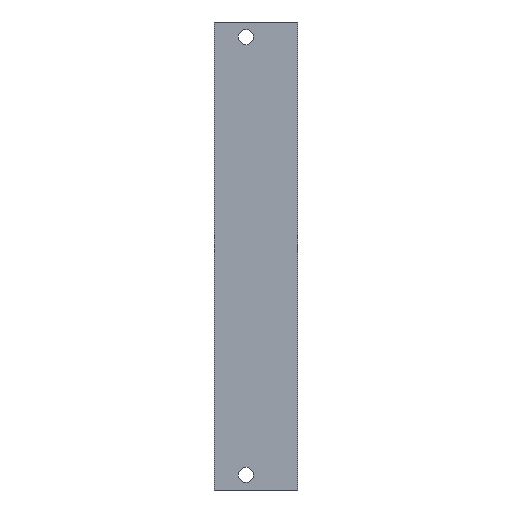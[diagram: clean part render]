
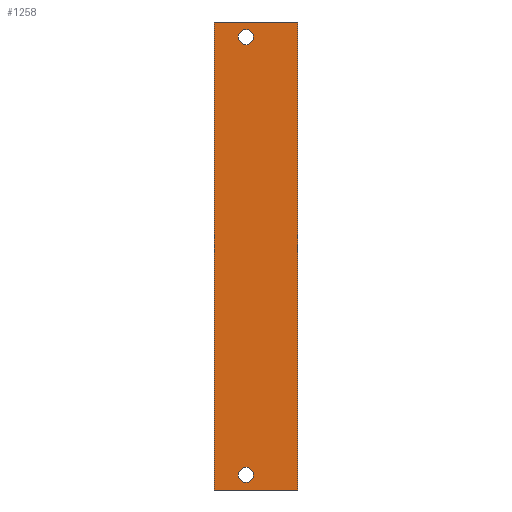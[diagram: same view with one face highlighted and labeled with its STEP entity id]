
A CAD part, front view. The second image highlights one B-rep face of the part: STEP entity #1258.
In plain terms, the highlighted planar face has unit normal (0, -1, 0).
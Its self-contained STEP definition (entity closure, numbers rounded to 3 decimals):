
#25 = CARTESIAN_POINT ( 'NONE',  ( 9.5, 0., 4.5 ) ) ;
#28 = DIRECTION ( 'NONE',  ( 0., 1., 0. ) ) ;
#29 = DIRECTION ( 'NONE',  ( 0., 0., 1. ) ) ;
#32 = ORIENTED_EDGE ( 'NONE', *, *, #115, .T. ) ;
#37 = CARTESIAN_POINT ( 'NONE',  ( 25., 0., 140. ) ) ;
#62 = EDGE_CURVE ( 'NONE', #538, #795, #923, .T. ) ;
#63 = VECTOR ( 'NONE', #215, 1000. ) ;
#78 = CARTESIAN_POINT ( 'NONE',  ( 9.5, 0., 135.5 ) ) ;
#84 = DIRECTION ( 'NONE',  ( 0., 1., 0. ) ) ;
#87 = VECTOR ( 'NONE', #426, 1000. ) ;
#88 = DIRECTION ( 'NONE',  ( 0., 0., 1. ) ) ;
#115 = EDGE_CURVE ( 'NONE', #1239, #680, #1020, .T. ) ;
#129 = CARTESIAN_POINT ( 'NONE',  ( 9.5, 0., 6.75 ) ) ;
#187 = CARTESIAN_POINT ( 'NONE',  ( 9.5, 0., 133.25 ) ) ;
#197 = CARTESIAN_POINT ( 'NONE',  ( 0., 0., 140. ) ) ;
#204 = CARTESIAN_POINT ( 'NONE',  ( 0., 0., 0. ) ) ;
#205 = CARTESIAN_POINT ( 'NONE',  ( 0., 0., 0. ) ) ;
#215 = DIRECTION ( 'NONE',  ( 1., 0., 0. ) ) ;
#225 = ORIENTED_EDGE ( 'NONE', *, *, #472, .T. ) ;
#248 = CARTESIAN_POINT ( 'NONE',  ( 9.5, 0., 137.75 ) ) ;
#261 = CIRCLE ( 'NONE', #937, 2.25 ) ;
#302 = CARTESIAN_POINT ( 'NONE',  ( 25., 0., 0. ) ) ;
#336 = AXIS2_PLACEMENT_3D ( 'NONE', #701, #688, #672 ) ;
#407 = CARTESIAN_POINT ( 'NONE',  ( 0., 0., 140. ) ) ;
#426 = DIRECTION ( 'NONE',  ( 1., 0., 0. ) ) ;
#432 = DIRECTION ( 'NONE',  ( 0., 0., 1. ) ) ;
#438 = DIRECTION ( 'NONE',  ( 0., 1., 0. ) ) ;
#472 = EDGE_CURVE ( 'NONE', #630, #996, #514, .T. ) ;
#486 = CARTESIAN_POINT ( 'NONE',  ( 9.5, 0., 4.5 ) ) ;
#488 = ORIENTED_EDGE ( 'NONE', *, *, #713, .T. ) ;
#501 = VECTOR ( 'NONE', #1249, 1000. ) ;
#514 = CIRCLE ( 'NONE', #1223, 2.25 ) ;
#523 = CARTESIAN_POINT ( 'NONE',  ( 25., 0., 140. ) ) ;
#538 = VERTEX_POINT ( 'NONE', #37 ) ;
#542 = EDGE_CURVE ( 'NONE', #754, #683, #261, .T. ) ;
#585 = AXIS2_PLACEMENT_3D ( 'NONE', #486, #438, #432 ) ;
#618 = ORIENTED_EDGE ( 'NONE', *, *, #813, .T. ) ;
#630 = VERTEX_POINT ( 'NONE', #129 ) ;
#648 = FACE_BOUND ( 'NONE', #803, .T. ) ;
#657 = CARTESIAN_POINT ( 'NONE',  ( 9.5, 0., 2.25 ) ) ;
#672 = DIRECTION ( 'NONE',  ( 0., 0., 1. ) ) ;
#680 = VERTEX_POINT ( 'NONE', #204 ) ;
#683 = VERTEX_POINT ( 'NONE', #187 ) ;
#688 = DIRECTION ( 'NONE',  ( 0., 1., 0. ) ) ;
#695 = ORIENTED_EDGE ( 'NONE', *, *, #1205, .T. ) ;
#696 = PLANE ( 'NONE',  #336 ) ;
#701 = CARTESIAN_POINT ( 'NONE',  ( 0., 0., 140. ) ) ;
#706 = LINE ( 'NONE', #407, #87 ) ;
#712 = CIRCLE ( 'NONE', #585, 2.25 ) ;
#713 = EDGE_CURVE ( 'NONE', #680, #795, #945, .T. ) ;
#732 = CIRCLE ( 'NONE', #997, 2.25 ) ;
#740 = EDGE_LOOP ( 'NONE', ( #488, #1122, #1216, #32 ) ) ;
#752 = FACE_OUTER_BOUND ( 'NONE', #740, .T. ) ;
#754 = VERTEX_POINT ( 'NONE', #248 ) ;
#767 = VECTOR ( 'NONE', #783, 1000. ) ;
#782 = DIRECTION ( 'NONE',  ( 0., 1., 0. ) ) ;
#783 = DIRECTION ( 'NONE',  ( 0., 0., -1. ) ) ;
#787 = CARTESIAN_POINT ( 'NONE',  ( 9.5, 0., 135.5 ) ) ;
#795 = VERTEX_POINT ( 'NONE', #302 ) ;
#803 = EDGE_LOOP ( 'NONE', ( #1008, #695 ) ) ;
#813 = EDGE_CURVE ( 'NONE', #996, #630, #712, .T. ) ;
#817 = FACE_BOUND ( 'NONE', #910, .T. ) ;
#829 = DIRECTION ( 'NONE',  ( 0., 0., 1. ) ) ;
#888 = EDGE_CURVE ( 'NONE', #1239, #538, #706, .T. ) ;
#910 = EDGE_LOOP ( 'NONE', ( #225, #618 ) ) ;
#923 = LINE ( 'NONE', #523, #501 ) ;
#937 = AXIS2_PLACEMENT_3D ( 'NONE', #78, #84, #88 ) ;
#945 = LINE ( 'NONE', #205, #63 ) ;
#953 = CARTESIAN_POINT ( 'NONE',  ( 0., 0., 140. ) ) ;
#996 = VERTEX_POINT ( 'NONE', #657 ) ;
#997 = AXIS2_PLACEMENT_3D ( 'NONE', #787, #782, #829 ) ;
#1008 = ORIENTED_EDGE ( 'NONE', *, *, #542, .T. ) ;
#1020 = LINE ( 'NONE', #197, #767 ) ;
#1122 = ORIENTED_EDGE ( 'NONE', *, *, #62, .F. ) ;
#1205 = EDGE_CURVE ( 'NONE', #683, #754, #732, .T. ) ;
#1216 = ORIENTED_EDGE ( 'NONE', *, *, #888, .F. ) ;
#1223 = AXIS2_PLACEMENT_3D ( 'NONE', #25, #28, #29 ) ;
#1239 = VERTEX_POINT ( 'NONE', #953 ) ;
#1249 = DIRECTION ( 'NONE',  ( 0., 0., -1. ) ) ;
#1258 = ADVANCED_FACE ( 'NONE', ( #648, #817, #752 ), #696, .F. ) ;
